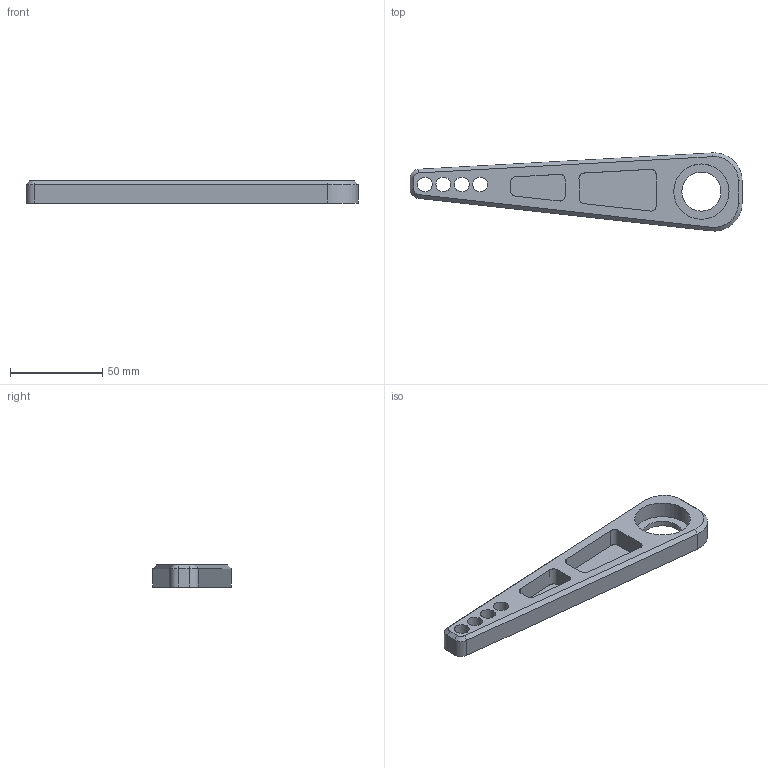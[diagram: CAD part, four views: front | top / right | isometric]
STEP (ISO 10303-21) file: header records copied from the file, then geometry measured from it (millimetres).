
FILE_DESCRIPTION(('FreeCAD Model'),'2;1');
FILE_NAME('pedal.step', '2020-10-08T19:52:31',('Author'),(''), 'Open CASCADE STEP processor 7.3','FreeCAD','Unknown');
FILE_SCHEMA(('AUTOMOTIVE_DESIGN { 1 0 10303 214 1 1 1 1 }'));
Length unit declared in the file: millimetre
Products named in the file (1): Body
Bounding box: 180 x 42.34 x 12 mm (x, y, z)
Volume: 40850.3 mm3; surface area: 18021.4 mm2
Topology: 1 solids, 1 shells, 43 faces, 106 edges, 68 vertices
Faces by surface type: plane 21, cylinder 18, cone 4
Full cylindrical faces by diameter (mm): 8 x4, 21.2 x1, 30 x1
Entity records: 2728 total; most frequent: CARTESIAN_POINT 496, DIRECTION 435, LINE 242, VECTOR 242, ORIENTED_EDGE 212, PCURVE 212, DEFINITIONAL_REPRESENTATION 212, EDGE_CURVE 106
